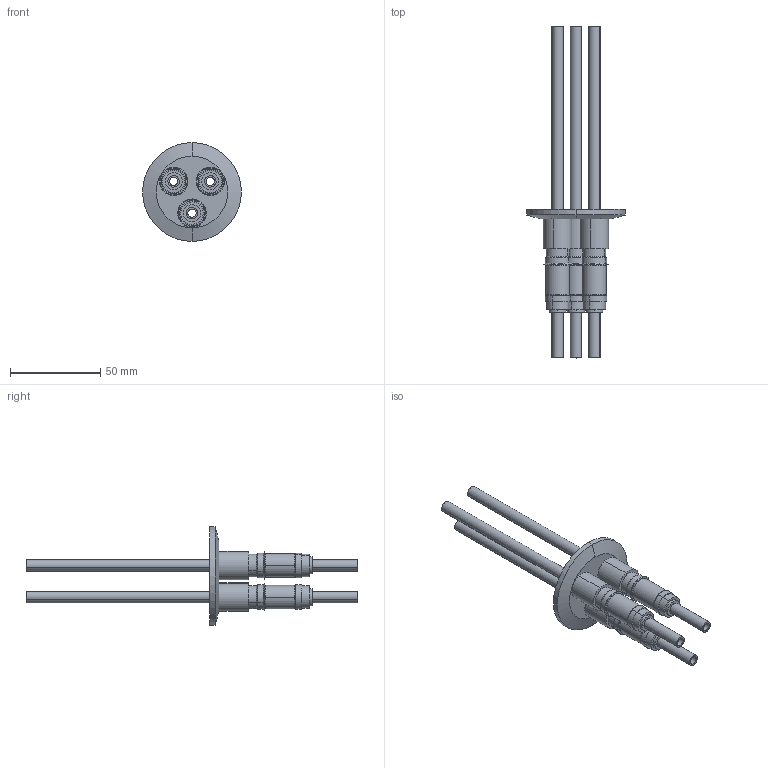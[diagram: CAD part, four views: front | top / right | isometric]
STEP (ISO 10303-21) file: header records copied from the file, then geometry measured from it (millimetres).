
FILE_DESCRIPTION (( 'STEP AP203' ), '1' );
FILE_NAME ('A0115-2-QF.STEP', '2019-10-25T13:55:05', ( '' ), ( '' ), 'SwSTEP 2.0', 'SolidWorks 2019', '' );
FILE_SCHEMA (( 'CONFIG_CONTROL_DESIGN' ));
Length unit declared in the file: inch
Products named in the file (1): A0115-2-QF
Bounding box: 54.86 x 184.15 x 54.86 mm (x, y, z)
Volume: 30308.5 mm3; surface area: 37752.9 mm2
Topology: 1 solids, 1 shells, 177 faces, 364 edges, 232 vertices
Faces by surface type: cylinder 106, plane 45, cone 20, torus 6
Entity records: 4851 total; most frequent: DIRECTION 958, CARTESIAN_POINT 774, ORIENTED_EDGE 728, AXIS2_PLACEMENT_3D 416, EDGE_CURVE 364, CIRCLE 238, VERTEX_POINT 232, EDGE_LOOP 226
